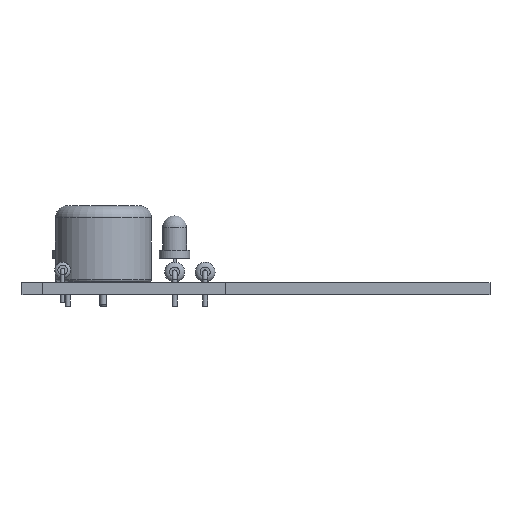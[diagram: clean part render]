
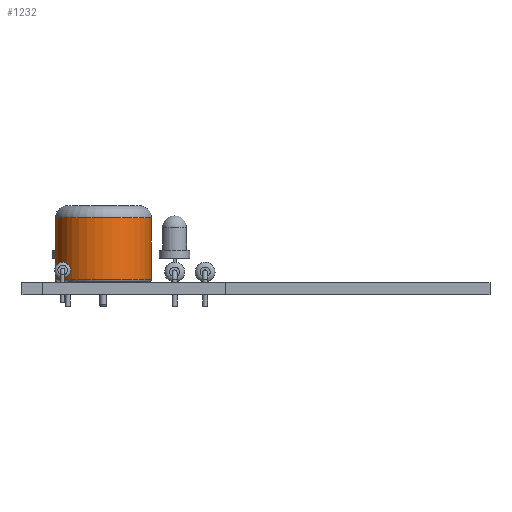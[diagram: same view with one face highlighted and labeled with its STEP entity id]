
A CAD part, left-side view. The second image highlights one B-rep face of the part: STEP entity #1232.
In plain terms, the highlighted cylindrical face has radius 6 mm (diameter 12 mm), a full revolution.
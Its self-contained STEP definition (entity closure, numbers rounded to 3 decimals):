
#1232 = ADVANCED_FACE('',(#1233),#1260,.T.);
#1233 = FACE_BOUND('',#1234,.T.);
#1234 = EDGE_LOOP('',(#1235,#1244,#1252,#1259));
#1235 = ORIENTED_EDGE('',*,*,#1236,.T.);
#1236 = EDGE_CURVE('',#1237,#1237,#1239,.T.);
#1237 = VERTEX_POINT('',#1238);
#1238 = CARTESIAN_POINT('',(9.8,0.,0.33));
#1239 = CIRCLE('',#1240,6.);
#1240 = AXIS2_PLACEMENT_3D('',#1241,#1242,#1243);
#1241 = CARTESIAN_POINT('',(3.8,0.,0.33));
#1242 = DIRECTION('',(0.,0.,1.));
#1243 = DIRECTION('',(1.,0.,0.));
#1244 = ORIENTED_EDGE('',*,*,#1245,.T.);
#1245 = EDGE_CURVE('',#1237,#1246,#1248,.T.);
#1246 = VERTEX_POINT('',#1247);
#1247 = CARTESIAN_POINT('',(9.8,0.,8.049));
#1248 = LINE('',#1249,#1250);
#1249 = CARTESIAN_POINT('',(9.8,0.,0.03));
#1250 = VECTOR('',#1251,1.);
#1251 = DIRECTION('',(0.,0.,1.));
#1252 = ORIENTED_EDGE('',*,*,#1253,.F.);
#1253 = EDGE_CURVE('',#1246,#1246,#1254,.T.);
#1254 = CIRCLE('',#1255,6.);
#1255 = AXIS2_PLACEMENT_3D('',#1256,#1257,#1258);
#1256 = CARTESIAN_POINT('',(3.8,0.,8.049));
#1257 = DIRECTION('',(0.,0.,1.));
#1258 = DIRECTION('',(1.,0.,0.));
#1259 = ORIENTED_EDGE('',*,*,#1245,.F.);
#1260 = CYLINDRICAL_SURFACE('',#1261,6.);
#1261 = AXIS2_PLACEMENT_3D('',#1262,#1263,#1264);
#1262 = CARTESIAN_POINT('',(3.8,0.,0.03));
#1263 = DIRECTION('',(-0.,-0.,-1.));
#1264 = DIRECTION('',(1.,0.,0.));
